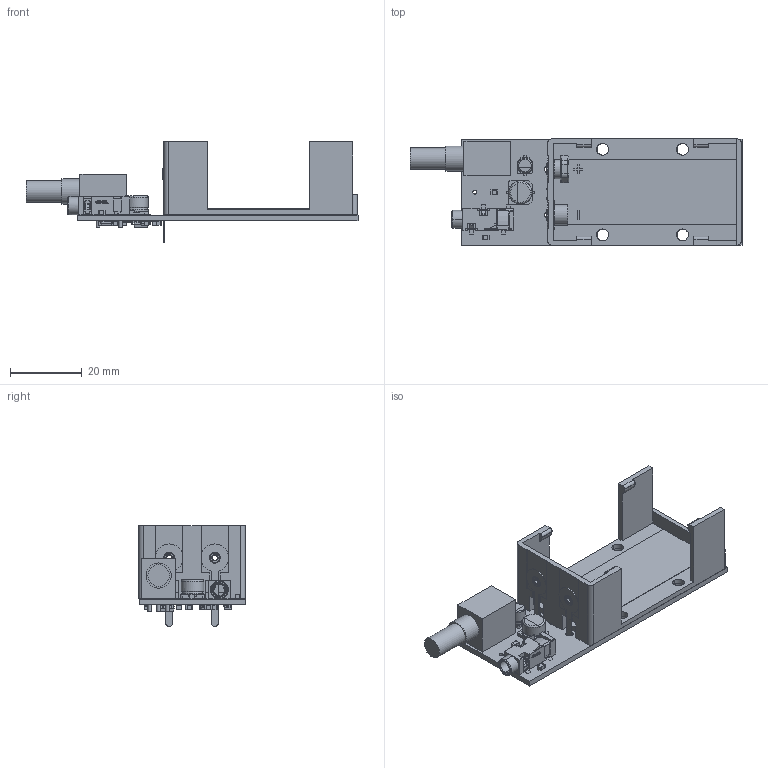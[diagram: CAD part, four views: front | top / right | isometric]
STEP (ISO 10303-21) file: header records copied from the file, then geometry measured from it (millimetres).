
FILE_DESCRIPTION(('KiCad electronic assembly'),'2;1');
FILE_NAME('all band receiver.step','2024-12-30T17:48:45',('Pcbnew'),( 'Kicad'),'Open CASCADE STEP processor 7.7','KiCad to STEP converter' ,'Unknown');
FILE_SCHEMA(('AUTOMOTIVE_DESIGN { 1 0 10303 214 1 1 1 1 }'));
Length unit declared in the file: millimetre
Products named in the file (34): all band receiver 1; CP_Elec_4x5.3; CP_Elec_4x53; L_0805_2012Metric; powsw; cylinder005; Group002; cylinder002; cylinder004; Group; cylinder003; cylinder001; cylinder006; Group001; cube; cylinder; CP_Elec_6.3x5.4; CP_Elec_63x54; 1294; AUDIO-SMD_L11.8-W6.0-H5.0-4P; R_0805_2012Metric; C_0805_2012Metric; SOT-23; SOT_23; D_SOD-123; D_SOD_123; SOIC-8_3.9x4.9mm_P1.27mm; SOIC_8_39x49mm_P127mm; all band receiver_PCB
Assembly tree (47 placements, depth 3):
  all band receiver 1
    CP_Elec_4x5.3
      CP_Elec_4x53
    L_0805_2012Metric  x2
      L_0805_2012Metric
    powsw
      cylinder005
      Group002
      cylinder002
      cylinder004
      Group
      cylinder003
      cylinder001
      cylinder006
      Group001
      cube
      cylinder
    CP_Elec_6.3x5.4
      CP_Elec_63x54
    1294
      1294
    AUDIO-SMD_L11.8-W6.0-H5.0-4P
      AUDIO-SMD_L11.8-W6.0-H5.0-4P
    R_0805_2012Metric  x8
      R_0805_2012Metric
    C_0805_2012Metric  x7
      C_0805_2012Metric
    SOT-23
      SOT_23
    D_SOD-123
      D_SOD_123
    SOIC-8_3.9x4.9mm_P1.27mm
      SOIC_8_39x49mm_P127mm
    all band receiver_PCB
Bounding box: 92.3 x 29.57 x 27.94 mm (x, y, z)
Volume: 10913.9 mm3; surface area: 15243.7 mm2
Topology: 45 solids, 45 shells, 1642 faces, 4177 edges, 2669 vertices
Faces by surface type: plane 693, bspline 555, cylinder 359, torus 33, revolution 2
Full cylindrical faces by diameter (mm): 0.6 x1, 0.762 x3, 0.889 x2, 1 x17, 1.1 x1, 1.7 x2, 2.06 x2, 3.3 x4, 4 x2, 6 x1, 6.3 x2, 7 x1
Entity records: 44753 total; most frequent: CARTESIAN_POINT 11093, ORIENTED_EDGE 6394, DIRECTION 3851, EDGE_CURVE 3197, VERTEX_POINT 2025, FACE_BOUND 1364, EDGE_LOOP 1364, LINE 1329
